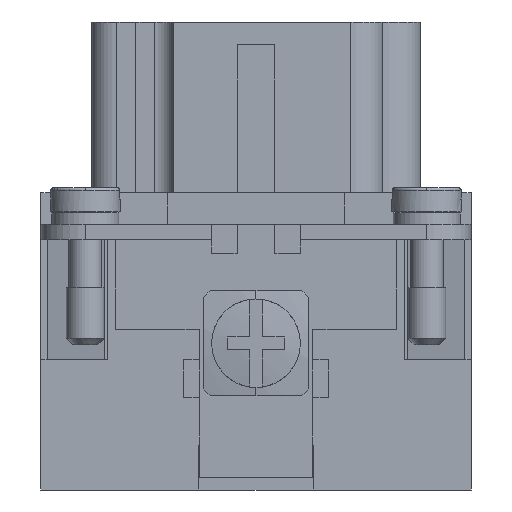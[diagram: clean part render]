
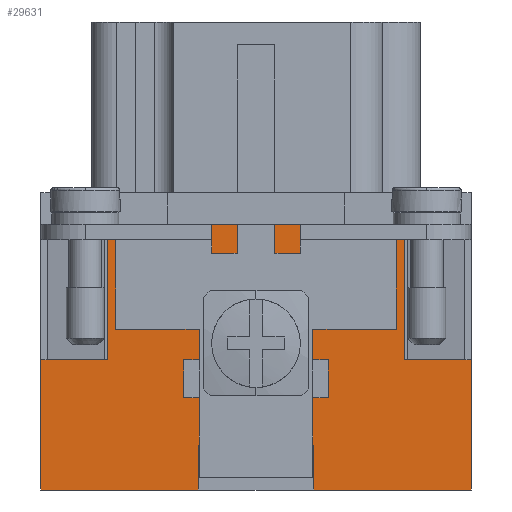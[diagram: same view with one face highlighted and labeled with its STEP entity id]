
A CAD part, left-side view. The second image highlights one B-rep face of the part: STEP entity #29631.
In plain terms, the highlighted planar face has unit normal (-1, 0, 0).
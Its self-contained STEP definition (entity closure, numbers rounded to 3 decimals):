
#9192=CARTESIAN_POINT('',(-15.0,-17.0,0.0));
#9193=VERTEX_POINT('',#9192);
#9200=CARTESIAN_POINT('',(-15.0,-4.55,0.0));
#9201=VERTEX_POINT('',#9200);
#9202=CARTESIAN_POINT('',(-15.0,-17.0,0.0));
#9203=DIRECTION('',(0.0,1.0,0.0));
#9204=VECTOR('',#9203,12.45);
#9205=LINE('',#9202,#9204);
#9206=EDGE_CURVE('',#9193,#9201,#9205,.T.);
#9256=CARTESIAN_POINT('',(-15.0,4.55,0.0));
#9257=VERTEX_POINT('',#9256);
#9264=CARTESIAN_POINT('',(-15.0,17.0,0.0));
#9265=VERTEX_POINT('',#9264);
#9266=CARTESIAN_POINT('',(-15.0,4.55,0.0));
#9267=DIRECTION('',(0.0,1.0,0.0));
#9268=VECTOR('',#9267,12.45);
#9269=LINE('',#9266,#9268);
#9270=EDGE_CURVE('',#9257,#9265,#9269,.T.);
#15853=CARTESIAN_POINT('',(-15.,17.0,10.3));
#15854=VERTEX_POINT('',#15853);
#15855=CARTESIAN_POINT('',(-15.0,17.0,0.0));
#15856=DIRECTION('',(0.0,0.0,1.0));
#15857=VECTOR('',#15856,10.3);
#15858=LINE('',#15855,#15857);
#15859=EDGE_CURVE('',#9265,#15854,#15858,.T.);
#22287=CARTESIAN_POINT('',(-15.,11.75,21.0));
#22288=VERTEX_POINT('',#22287);
#22295=CARTESIAN_POINT('',(-15.,-11.75,21.0));
#22296=VERTEX_POINT('',#22295);
#22297=CARTESIAN_POINT('',(-15.,-11.75,21.0));
#22298=DIRECTION('',(0.0,1.0,0.0));
#22299=VECTOR('',#22298,23.5);
#22300=LINE('',#22297,#22299);
#22301=EDGE_CURVE('',#22296,#22288,#22300,.T.);
#29214=CARTESIAN_POINT('',(-15.,11.75,10.3));
#29215=VERTEX_POINT('',#29214);
#29216=CARTESIAN_POINT('',(-15.,11.75,10.3));
#29217=DIRECTION('',(0.0,1.0,0.0));
#29218=VECTOR('',#29217,5.25);
#29219=LINE('',#29216,#29218);
#29220=EDGE_CURVE('',#29215,#15854,#29219,.T.);
#29251=CARTESIAN_POINT('',(-15.,11.75,21.0));
#29252=DIRECTION('',(0.0,0.0,-1.0));
#29253=VECTOR('',#29252,10.7);
#29254=LINE('',#29251,#29253);
#29255=EDGE_CURVE('',#22288,#29215,#29254,.T.);
#29479=CARTESIAN_POINT('',(-15.,-11.75,10.3));
#29480=VERTEX_POINT('',#29479);
#29489=CARTESIAN_POINT('',(-15.,-11.75,10.3));
#29490=DIRECTION('',(0.0,0.0,1.0));
#29491=VECTOR('',#29490,10.7);
#29492=LINE('',#29489,#29491);
#29493=EDGE_CURVE('',#29480,#22296,#29492,.T.);
#29503=CARTESIAN_POINT('',(-15.,-17.0,10.3));
#29504=VERTEX_POINT('',#29503);
#29513=CARTESIAN_POINT('',(-15.,-17.0,10.3));
#29514=DIRECTION('',(0.0,1.0,0.0));
#29515=VECTOR('',#29514,5.25);
#29516=LINE('',#29513,#29515);
#29517=EDGE_CURVE('',#29504,#29480,#29516,.T.);
#29588=CARTESIAN_POINT('',(-15.0,-17.0,0.0));
#29589=DIRECTION('',(-1.0,0.0,0.0));
#29590=DIRECTION('',(0.0,0.0,1.0));
#29591=AXIS2_PLACEMENT_3D('',#29588,#29589,#29590);
#29592=PLANE('',#29591);
#29593=ORIENTED_EDGE('',*,*,#29255,.T.);
#29594=ORIENTED_EDGE('',*,*,#29220,.T.);
#29595=ORIENTED_EDGE('',*,*,#15859,.F.);
#29596=ORIENTED_EDGE('',*,*,#9270,.F.);
#29597=CARTESIAN_POINT('',(-15.0,4.55,3.5));
#29598=VERTEX_POINT('',#29597);
#29599=CARTESIAN_POINT('',(-15.0,4.55,0.0));
#29600=DIRECTION('',(0.0,0.0,1.0));
#29601=VECTOR('',#29600,3.5);
#29602=LINE('',#29599,#29601);
#29603=EDGE_CURVE('',#9257,#29598,#29602,.T.);
#29604=ORIENTED_EDGE('',*,*,#29603,.T.);
#29605=CARTESIAN_POINT('',(-15.0,-4.55,3.5));
#29606=VERTEX_POINT('',#29605);
#29607=CARTESIAN_POINT('',(-15.0,4.55,3.5));
#29608=DIRECTION('',(0.0,-1.0,0.0));
#29609=VECTOR('',#29608,9.1);
#29610=LINE('',#29607,#29609);
#29611=EDGE_CURVE('',#29598,#29606,#29610,.T.);
#29612=ORIENTED_EDGE('',*,*,#29611,.T.);
#29613=CARTESIAN_POINT('',(-15.0,-4.55,3.5));
#29614=DIRECTION('',(0.0,0.0,-1.0));
#29615=VECTOR('',#29614,3.5);
#29616=LINE('',#29613,#29615);
#29617=EDGE_CURVE('',#29606,#9201,#29616,.T.);
#29618=ORIENTED_EDGE('',*,*,#29617,.T.);
#29619=ORIENTED_EDGE('',*,*,#9206,.F.);
#29620=CARTESIAN_POINT('',(-15.0,-17.0,0.0));
#29621=DIRECTION('',(0.0,0.0,1.0));
#29622=VECTOR('',#29621,10.3);
#29623=LINE('',#29620,#29622);
#29624=EDGE_CURVE('',#9193,#29504,#29623,.T.);
#29625=ORIENTED_EDGE('',*,*,#29624,.T.);
#29626=ORIENTED_EDGE('',*,*,#29517,.T.);
#29627=ORIENTED_EDGE('',*,*,#29493,.T.);
#29628=ORIENTED_EDGE('',*,*,#22301,.T.);
#29629=EDGE_LOOP('',(#29593,#29594,#29595,#29596,#29604,#29612,#29618,#29619,#29625,#29626,#29627,#29628));
#29630=FACE_OUTER_BOUND('',#29629,.T.);
#29631=ADVANCED_FACE('',(#29630),#29592,.T.);
